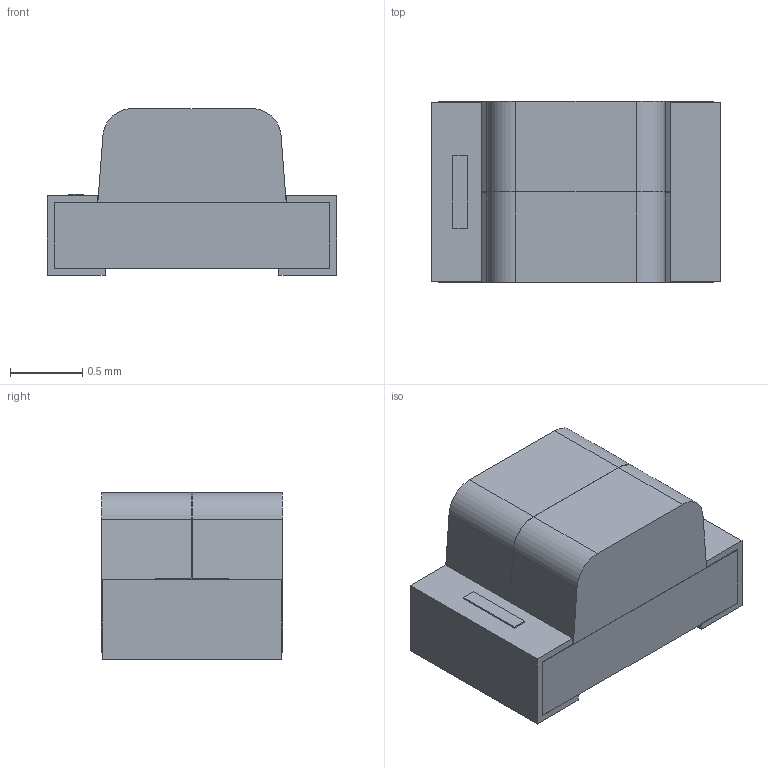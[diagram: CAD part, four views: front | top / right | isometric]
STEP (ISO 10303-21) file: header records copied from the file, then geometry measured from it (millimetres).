
FILE_DESCRIPTION (( 'STEP AP214' ), '1' );
FILE_NAME ('KPB-2012SURKCGKC.STEP', '2021-02-15T17:32:45', ( '' ), ( '' ), 'SwSTEP 2.0', 'SolidWorks 2018', '' );
FILE_SCHEMA (( 'AUTOMOTIVE_DESIGN' ));
Length unit declared in the file: millimetre
Products named in the file (1): KPB-2012SURKCGKC
Bounding box: 2 x 1.25 x 1.15 mm (x, y, z)
Volume: 2.2 mm3; surface area: 13.1 mm2
Topology: 1 solids, 1 shells, 43 faces, 112 edges, 72 vertices
Faces by surface type: plane 39, cylinder 4
Entity records: 1775 total; most frequent: CARTESIAN_POINT 228, ORIENTED_EDGE 224, DIRECTION 208, EDGE_CURVE 112, LINE 104, VECTOR 104, VERTEX_POINT 72, AXIS2_PLACEMENT_3D 52
